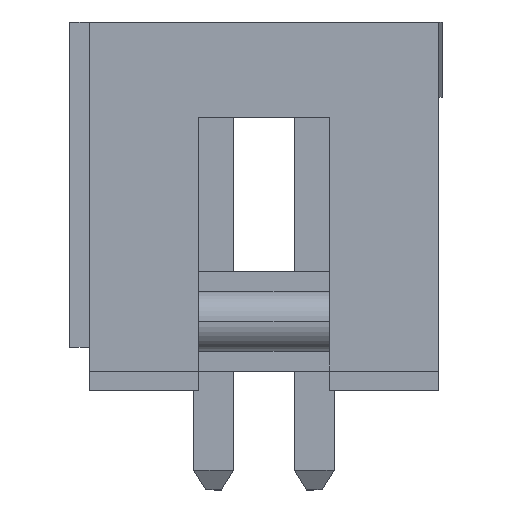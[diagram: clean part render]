
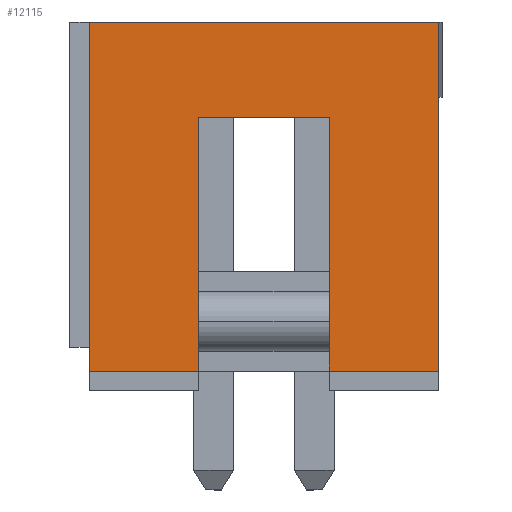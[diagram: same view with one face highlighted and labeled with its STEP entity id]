
A CAD part, left-side view. The second image highlights one B-rep face of the part: STEP entity #12115.
In plain terms, the highlighted planar face has unit normal (-1, 0, 0).
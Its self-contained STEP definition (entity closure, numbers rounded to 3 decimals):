
#9370 = CARTESIAN_POINT ( 'NONE',  ( -13.91, 2.75, 6.4 ) ) ;
#9371 = DIRECTION ( 'NONE',  ( 0., 0., -1. ) ) ;
#9372 = VECTOR ( 'NONE', #9371, 1000. ) ;
#9373 = CARTESIAN_POINT ( 'NONE',  ( -13.91, 2.75, 0. ) ) ;
#9374 = LINE ( 'NONE', #9373, #9372 ) ;
#9375 = CARTESIAN_POINT ( 'NONE',  ( -13.91, 2.75, 0. ) ) ;
#9387 = DIRECTION ( 'NONE',  ( 0., -1., 0. ) ) ;
#9388 = VECTOR ( 'NONE', #9387, 1000. ) ;
#9389 = CARTESIAN_POINT ( 'NONE',  ( -13.91, 0., 0. ) ) ;
#9390 = LINE ( 'NONE', #9389, #9388 ) ;
#9391 = CARTESIAN_POINT ( 'NONE',  ( -13.91, 0., 0. ) ) ;
#9435 = DIRECTION ( 'NONE',  ( 0., -1., 0. ) ) ;
#9436 = VECTOR ( 'NONE', #9435, 1000. ) ;
#9437 = CARTESIAN_POINT ( 'NONE',  ( -13.91, 0., 6.4 ) ) ;
#9443 = LINE ( 'NONE', #9437, #9436 ) ;
#9475 = CARTESIAN_POINT ( 'NONE',  ( -13.91, 6.05, 0. ) ) ;
#9476 = DIRECTION ( 'NONE',  ( 0., 0., 1. ) ) ;
#9477 = VECTOR ( 'NONE', #9476, 1000. ) ;
#9478 = CARTESIAN_POINT ( 'NONE',  ( -13.91, 6.05, 0. ) ) ;
#9479 = LINE ( 'NONE', #9478, #9477 ) ;
#9480 = CARTESIAN_POINT ( 'NONE',  ( -13.91, 6.05, 6.4 ) ) ;
#9664 = DIRECTION ( 'NONE',  ( 0., 0., 1. ) ) ;
#9665 = VECTOR ( 'NONE', #9664, 1000. ) ;
#9666 = CARTESIAN_POINT ( 'NONE',  ( -13.91, 0., 0. ) ) ;
#9667 = LINE ( 'NONE', #9666, #9665 ) ;
#9668 = CARTESIAN_POINT ( 'NONE',  ( -13.91, 0., 8.8 ) ) ;
#9746 = CARTESIAN_POINT ( 'NONE',  ( -13.91, 8.8, 8.8 ) ) ;
#9747 = DIRECTION ( 'NONE',  ( 0., -1., 0. ) ) ;
#9748 = VECTOR ( 'NONE', #9747, 1000. ) ;
#9749 = CARTESIAN_POINT ( 'NONE',  ( -13.91, 4.4, 8.8 ) ) ;
#9750 = LINE ( 'NONE', #9749, #9748 ) ;
#9777 = AXIS2_PLACEMENT_3D ( 'NONE', #9840, #9839, #9838 ) ;
#9778 = PLANE ( 'NONE',  #9777 ) ;
#9779 = FACE_OUTER_BOUND ( 'NONE', #12116, .T. ) ;
#9784 = CARTESIAN_POINT ( 'NONE',  ( -13.91, 8.8, 0. ) ) ;
#9785 = DIRECTION ( 'NONE',  ( 0., -1., 0. ) ) ;
#9786 = VECTOR ( 'NONE', #9785, 1000. ) ;
#9787 = CARTESIAN_POINT ( 'NONE',  ( -13.91, 0., 0. ) ) ;
#9788 = LINE ( 'NONE', #9787, #9786 ) ;
#9805 = DIRECTION ( 'NONE',  ( 0., 0., 1. ) ) ;
#9806 = VECTOR ( 'NONE', #9805, 1000. ) ;
#9807 = CARTESIAN_POINT ( 'NONE',  ( -13.91, 8.8, 0. ) ) ;
#9808 = LINE ( 'NONE', #9807, #9806 ) ;
#9838 = DIRECTION ( 'NONE',  ( 0., 0., 1. ) ) ;
#9839 = DIRECTION ( 'NONE',  ( -1., 0., 0. ) ) ;
#9840 = CARTESIAN_POINT ( 'NONE',  ( -13.91, 0., 0. ) ) ;
#11834 = VERTEX_POINT ( 'NONE', #9391 ) ;
#11836 = EDGE_CURVE ( 'NONE', #11848, #11834, #9390, .T. ) ;
#11848 = VERTEX_POINT ( 'NONE', #9375 ) ;
#11850 = EDGE_CURVE ( 'NONE', #11851, #11848, #9374, .T. ) ;
#11851 = VERTEX_POINT ( 'NONE', #9370 ) ;
#11890 = EDGE_CURVE ( 'NONE', #11898, #11851, #9443, .T. ) ;
#11898 = VERTEX_POINT ( 'NONE', #9480 ) ;
#11900 = EDGE_CURVE ( 'NONE', #11901, #11898, #9479, .T. ) ;
#11901 = VERTEX_POINT ( 'NONE', #9475 ) ;
#12023 = VERTEX_POINT ( 'NONE', #9668 ) ;
#12025 = EDGE_CURVE ( 'NONE', #11834, #12023, #9667, .T. ) ;
#12095 = ORIENTED_EDGE ( 'NONE', *, *, #12025, .T. ) ;
#12096 = ORIENTED_EDGE ( 'NONE', *, *, #12097, .F. ) ;
#12097 = EDGE_CURVE ( 'NONE', #12098, #12023, #9750, .T. ) ;
#12098 = VERTEX_POINT ( 'NONE', #9746 ) ;
#12099 = ORIENTED_EDGE ( 'NONE', *, *, #12100, .F. ) ;
#12100 = EDGE_CURVE ( 'NONE', #12111, #12098, #9808, .T. ) ;
#12101 = ORIENTED_EDGE ( 'NONE', *, *, #12110, .T. ) ;
#12110 = EDGE_CURVE ( 'NONE', #12111, #11901, #9788, .T. ) ;
#12111 = VERTEX_POINT ( 'NONE', #9784 ) ;
#12115 = ADVANCED_FACE ( 'NONE', ( #9779 ), #9778, .T. ) ;
#12116 = EDGE_LOOP ( 'NONE', ( #12117, #12118, #12119, #12120, #12095, #12096, #12099, #12101 ) ) ;
#12117 = ORIENTED_EDGE ( 'NONE', *, *, #11900, .T. ) ;
#12118 = ORIENTED_EDGE ( 'NONE', *, *, #11890, .T. ) ;
#12119 = ORIENTED_EDGE ( 'NONE', *, *, #11850, .T. ) ;
#12120 = ORIENTED_EDGE ( 'NONE', *, *, #11836, .T. ) ;
